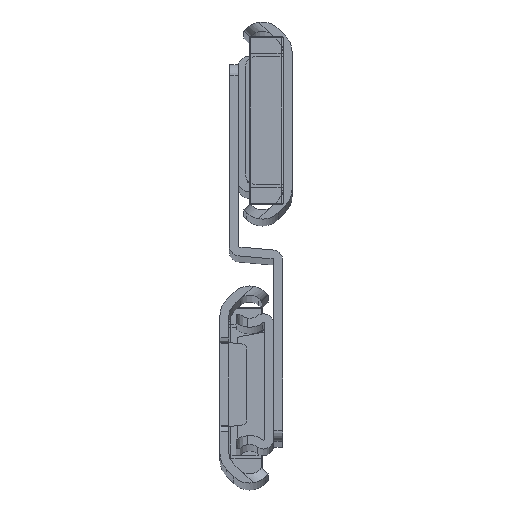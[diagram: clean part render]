
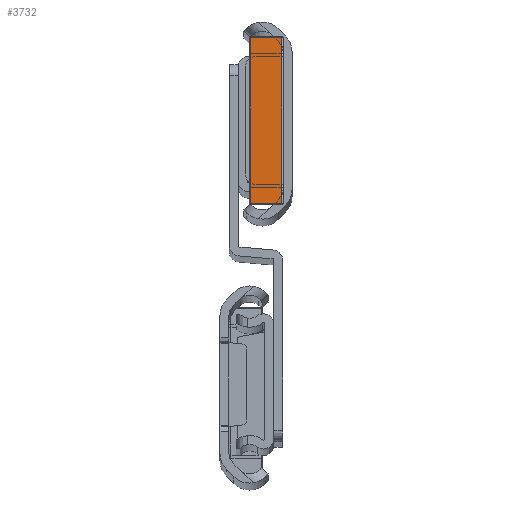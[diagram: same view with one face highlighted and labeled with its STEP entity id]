
A CAD part, top view. The second image highlights one B-rep face of the part: STEP entity #3732.
In plain terms, the highlighted planar face has unit normal (0, 0, 1).
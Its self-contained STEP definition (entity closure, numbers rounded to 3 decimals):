
#65 = EDGE_LOOP ( 'NONE', ( #3247, #1947, #1631, #776 ) ) ;
#145 = EDGE_CURVE ( 'NONE', #5951, #3489, #2742, .T. ) ;
#207 = DIRECTION ( 'NONE',  ( 0., 0., -1. ) ) ;
#441 = LINE ( 'NONE', #4368, #1318 ) ;
#572 = CARTESIAN_POINT ( 'NONE',  ( -14.8, 0.2, 3.25 ) ) ;
#776 = ORIENTED_EDGE ( 'NONE', *, *, #2898, .T. ) ;
#796 = VECTOR ( 'NONE', #1866, 1000. ) ;
#990 = VECTOR ( 'NONE', #3995, 1000. ) ;
#1033 = LINE ( 'NONE', #1096, #990 ) ;
#1096 = CARTESIAN_POINT ( 'NONE',  ( -15., 0.2, 3.25 ) ) ;
#1318 = VECTOR ( 'NONE', #4010, 1000. ) ;
#1378 = VECTOR ( 'NONE', #3262, 1000. ) ;
#1631 = ORIENTED_EDGE ( 'NONE', *, *, #2998, .T. ) ;
#1649 = CARTESIAN_POINT ( 'NONE',  ( 14.8, 5.8, 3.25 ) ) ;
#1796 = CARTESIAN_POINT ( 'NONE',  ( -15., 6., 3.25 ) ) ;
#1866 = DIRECTION ( 'NONE',  ( 0., 1., 0. ) ) ;
#1947 = ORIENTED_EDGE ( 'NONE', *, *, #3870, .T. ) ;
#2119 = CARTESIAN_POINT ( 'NONE',  ( 14.8, 0.2, 3.25 ) ) ;
#2281 = FACE_OUTER_BOUND ( 'NONE', #65, .T. ) ;
#2742 = LINE ( 'NONE', #3231, #1378 ) ;
#2892 = CARTESIAN_POINT ( 'NONE',  ( 14.8, 6., 3.25 ) ) ;
#2898 = EDGE_CURVE ( 'NONE', #3487, #5951, #4938, .T. ) ;
#2998 = EDGE_CURVE ( 'NONE', #4949, #3487, #1033, .T. ) ;
#3231 = CARTESIAN_POINT ( 'NONE',  ( -15., 5.8, 3.25 ) ) ;
#3247 = ORIENTED_EDGE ( 'NONE', *, *, #145, .T. ) ;
#3262 = DIRECTION ( 'NONE',  ( -1., 0., 0. ) ) ;
#3487 = VERTEX_POINT ( 'NONE', #2119 ) ;
#3489 = VERTEX_POINT ( 'NONE', #4541 ) ;
#3732 = ADVANCED_FACE ( 'NONE', ( #2281 ), #4251, .F. ) ;
#3870 = EDGE_CURVE ( 'NONE', #3489, #4949, #441, .T. ) ;
#3995 = DIRECTION ( 'NONE',  ( 1., 0., 0. ) ) ;
#4010 = DIRECTION ( 'NONE',  ( 0., -1., 0. ) ) ;
#4251 = PLANE ( 'NONE',  #5652 ) ;
#4368 = CARTESIAN_POINT ( 'NONE',  ( -14.8, 6., 3.25 ) ) ;
#4541 = CARTESIAN_POINT ( 'NONE',  ( -14.8, 5.8, 3.25 ) ) ;
#4938 = LINE ( 'NONE', #2892, #796 ) ;
#4949 = VERTEX_POINT ( 'NONE', #572 ) ;
#5652 = AXIS2_PLACEMENT_3D ( 'NONE', #1796, #207, #6097 ) ;
#5951 = VERTEX_POINT ( 'NONE', #1649 ) ;
#6097 = DIRECTION ( 'NONE',  ( -1., 0., 0. ) ) ;
